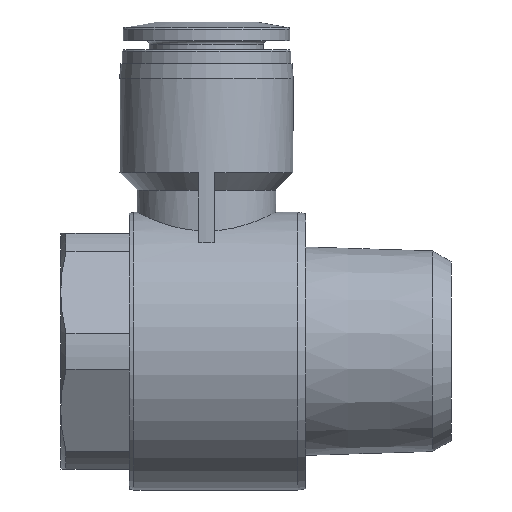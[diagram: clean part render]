
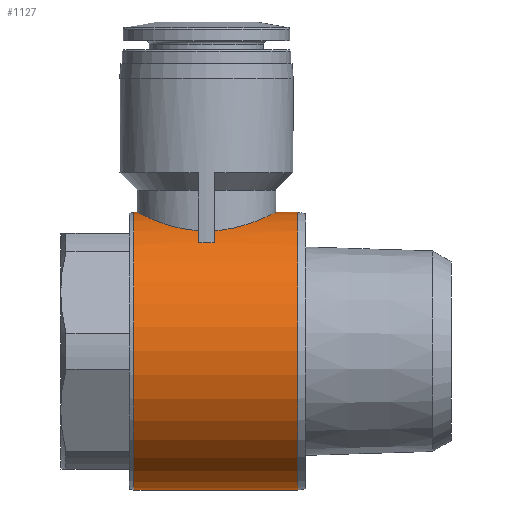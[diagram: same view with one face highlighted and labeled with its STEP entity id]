
A CAD part, left-side view. The second image highlights one B-rep face of the part: STEP entity #1127.
In plain terms, the highlighted cylindrical face has radius 14 mm (diameter 28 mm), a full revolution.
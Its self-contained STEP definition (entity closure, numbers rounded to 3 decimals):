
#32=CYLINDRICAL_SURFACE('',#1220,14.);
#123=B_SPLINE_CURVE_WITH_KNOTS('',3,(#1627,#1628,#1629,#1630,#1631,#1632,
#1633,#1634,#1635,#1636,#1637),.UNSPECIFIED.,.F.,.F.,(4,1,1,1,1,1,1,1,4),
(0.001,0.003,0.006,0.009,
0.011,0.014,0.016,0.019,
0.021),.UNSPECIFIED.);
#124=B_SPLINE_CURVE_WITH_KNOTS('',3,(#1643,#1644,#1645,#1646,#1647,#1648,
#1649,#1650,#1651),.UNSPECIFIED.,.F.,.F.,(4,1,1,1,1,1,4),(0.023,
0.028,0.031,0.033,0.036,
0.039,0.044),.UNSPECIFIED.);
#125=B_SPLINE_CURVE_WITH_KNOTS('',3,(#1665,#1666,#1667,#1668),
 .UNSPECIFIED.,.F.,.F.,(4,4),(0.036,0.038),
 .UNSPECIFIED.);
#126=B_SPLINE_CURVE_WITH_KNOTS('',3,(#1676,#1677,#1678,#1679),
 .UNSPECIFIED.,.F.,.F.,(4,4),(0.008,0.01),
 .UNSPECIFIED.);
#251=ORIENTED_EDGE('',*,*,#408,.F.);
#252=ORIENTED_EDGE('',*,*,#409,.T.);
#253=ORIENTED_EDGE('',*,*,#373,.T.);
#254=ORIENTED_EDGE('',*,*,#405,.T.);
#255=ORIENTED_EDGE('',*,*,#386,.T.);
#256=ORIENTED_EDGE('',*,*,#404,.T.);
#257=ORIENTED_EDGE('',*,*,#376,.T.);
#258=ORIENTED_EDGE('',*,*,#407,.T.);
#259=ORIENTED_EDGE('',*,*,#382,.T.);
#260=ORIENTED_EDGE('',*,*,#406,.T.);
#373=EDGE_CURVE('',#460,#458,#123,.T.);
#376=EDGE_CURVE('',#462,#463,#124,.T.);
#382=EDGE_CURVE('',#469,#468,#125,.T.);
#386=EDGE_CURVE('',#473,#472,#126,.T.);
#404=EDGE_CURVE('',#472,#462,#526,.F.);
#405=EDGE_CURVE('',#458,#473,#527,.F.);
#406=EDGE_CURVE('',#468,#460,#528,.F.);
#407=EDGE_CURVE('',#463,#469,#529,.F.);
#408=EDGE_CURVE('',#486,#486,#530,.T.);
#409=EDGE_CURVE('',#487,#487,#531,.T.);
#458=VERTEX_POINT('',#1625);
#460=VERTEX_POINT('',#1638);
#462=VERTEX_POINT('',#1652);
#463=VERTEX_POINT('',#1653);
#468=VERTEX_POINT('',#1664);
#469=VERTEX_POINT('',#1669);
#472=VERTEX_POINT('',#1675);
#473=VERTEX_POINT('',#1680);
#486=VERTEX_POINT('',#1745);
#487=VERTEX_POINT('',#1747);
#526=CIRCLE('',#1213,14.);
#527=CIRCLE('',#1215,14.);
#528=CIRCLE('',#1217,14.);
#529=CIRCLE('',#1219,14.);
#530=CIRCLE('',#1221,14.);
#531=CIRCLE('',#1222,14.);
#593=EDGE_LOOP('',(#251));
#594=EDGE_LOOP('',(#252));
#595=EDGE_LOOP('',(#253,#254,#255,#256,#257,#258,#259,#260));
#672=FACE_BOUND('',#593,.T.);
#673=FACE_BOUND('',#594,.T.);
#674=FACE_BOUND('',#595,.T.);
#1127=ADVANCED_FACE('',(#672,#673,#674),#32,.T.);
#1213=AXIS2_PLACEMENT_3D('',#1736,#1407,#1408);
#1215=AXIS2_PLACEMENT_3D('',#1738,#1411,#1412);
#1217=AXIS2_PLACEMENT_3D('',#1740,#1415,#1416);
#1219=AXIS2_PLACEMENT_3D('',#1742,#1419,#1420);
#1220=AXIS2_PLACEMENT_3D('',#1743,#1421,#1422);
#1221=AXIS2_PLACEMENT_3D('',#1744,#1423,#1424);
#1222=AXIS2_PLACEMENT_3D('',#1746,#1425,#1426);
#1407=DIRECTION('',(0.,1.,0.));
#1408=DIRECTION('',(0.,0.,1.));
#1411=DIRECTION('',(0.,-1.,0.));
#1412=DIRECTION('',(0.,0.,-1.));
#1415=DIRECTION('',(0.,-1.,0.));
#1416=DIRECTION('',(0.,0.,-1.));
#1419=DIRECTION('',(0.,1.,0.));
#1420=DIRECTION('',(0.,0.,1.));
#1421=DIRECTION('',(0.,-1.,0.));
#1422=DIRECTION('',(0.,0.,-1.));
#1423=DIRECTION('',(0.,-1.,0.));
#1424=DIRECTION('',(0.,0.,-1.));
#1425=DIRECTION('',(0.,-1.,0.));
#1426=DIRECTION('',(0.,0.,-1.));
#1625=CARTESIAN_POINT('',(6.954,-13.9,12.151));
#1627=CARTESIAN_POINT('',(-6.954,-13.9,12.151));
#1628=CARTESIAN_POINT('',(-6.856,-13.046,12.207));
#1629=CARTESIAN_POINT('',(-6.338,-11.381,12.506));
#1630=CARTESIAN_POINT('',(-4.775,-9.379,13.212));
#1631=CARTESIAN_POINT('',(-2.598,-8.031,13.83));
#1632=CARTESIAN_POINT('',(-0.01,-7.536,14.084));
#1633=CARTESIAN_POINT('',(2.592,-8.026,13.833));
#1634=CARTESIAN_POINT('',(4.779,-9.381,13.211));
#1635=CARTESIAN_POINT('',(6.339,-11.384,12.505));
#1636=CARTESIAN_POINT('',(6.856,-13.046,12.207));
#1637=CARTESIAN_POINT('',(6.954,-13.9,12.151));
#1638=CARTESIAN_POINT('',(-6.954,-13.9,12.151));
#1643=CARTESIAN_POINT('',(6.954,-15.5,12.151));
#1644=CARTESIAN_POINT('',(6.755,-17.231,12.265));
#1645=CARTESIAN_POINT('',(5.498,-19.579,13.005));
#1646=CARTESIAN_POINT('',(2.592,-21.371,13.832));
#1647=CARTESIAN_POINT('',(0.004,-21.864,14.084));
#1648=CARTESIAN_POINT('',(-2.591,-21.373,13.833));
#1649=CARTESIAN_POINT('',(-5.507,-19.569,13.002));
#1650=CARTESIAN_POINT('',(-6.755,-17.234,12.265));
#1651=CARTESIAN_POINT('',(-6.954,-15.5,12.151));
#1652=CARTESIAN_POINT('',(6.954,-15.5,12.151));
#1653=CARTESIAN_POINT('',(-6.954,-15.5,12.151));
#1664=CARTESIAN_POINT('',(-8.713,-13.9,10.958));
#1665=CARTESIAN_POINT('',(-8.713,-15.5,10.958));
#1666=CARTESIAN_POINT('',(-8.763,-14.964,10.919));
#1667=CARTESIAN_POINT('',(-8.762,-14.429,10.919));
#1668=CARTESIAN_POINT('',(-8.713,-13.9,10.958));
#1669=CARTESIAN_POINT('',(-8.713,-15.5,10.958));
#1675=CARTESIAN_POINT('',(8.713,-15.5,10.958));
#1676=CARTESIAN_POINT('',(8.713,-13.9,10.958));
#1677=CARTESIAN_POINT('',(8.762,-14.428,10.919));
#1678=CARTESIAN_POINT('',(8.762,-14.972,10.919));
#1679=CARTESIAN_POINT('',(8.713,-15.5,10.958));
#1680=CARTESIAN_POINT('',(8.713,-13.9,10.958));
#1736=CARTESIAN_POINT('',(0.,-15.5,0.));
#1738=CARTESIAN_POINT('',(0.,-13.9,0.));
#1740=CARTESIAN_POINT('',(0.,-13.9,0.));
#1742=CARTESIAN_POINT('',(0.,-15.5,0.));
#1743=CARTESIAN_POINT('',(0.,-39.4,0.));
#1744=CARTESIAN_POINT('',(0.,-23.912,0.));
#1745=CARTESIAN_POINT('',(0.,-23.912,-14.));
#1746=CARTESIAN_POINT('',(0.,-7.392,0.));
#1747=CARTESIAN_POINT('',(0.,-7.392,-14.));
